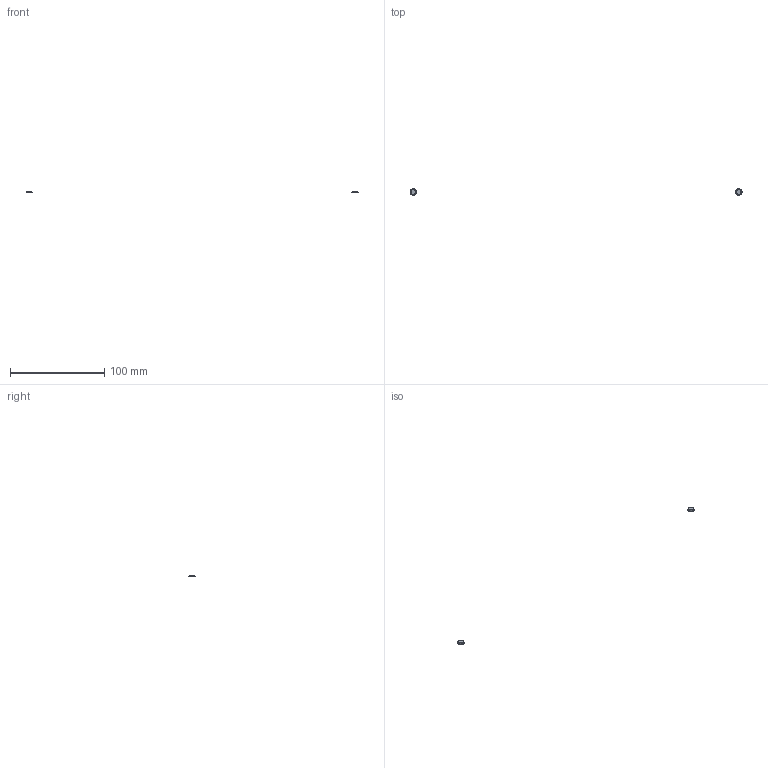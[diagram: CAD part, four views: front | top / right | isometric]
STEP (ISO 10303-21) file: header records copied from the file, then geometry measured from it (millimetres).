
FILE_DESCRIPTION(/* description */ (''),/* implementation_level */ '2;1');
FILE_NAME(/* name */ 'PLUGS.step',/* time_stamp */ '2022-10-18T15:17:29-04:00',/* author */ (''),/* organization */ (''),/* preprocessor_version */ 'ST-DEVELOPER v19',/* originating_system */ 'Autodesk Translation Framework v11.7.0.108',/* authorisation */ '');
FILE_SCHEMA (('AUTOMOTIVE_DESIGN { 1 0 10303 214 3 1 1 }'));
Length unit declared in the file: millimetre
Products named in the file (1): PLUGS
Bounding box: 353.16 x 7 x 2 mm (x, y, z)
Volume: 88 mm3; surface area: 219.9 mm2
Topology: 2 solids, 2 shells, 10 faces, 12 edges, 8 vertices
Faces by surface type: plane 6, cylinder 4
Full cylindrical faces by diameter (mm): 5 x2, 7 x2
Entity records: 243 total; most frequent: DIRECTION 42, CARTESIAN_POINT 31, ORIENTED_EDGE 24, AXIS2_PLACEMENT_3D 19, EDGE_LOOP 12, EDGE_CURVE 12, FACE_OUTER_BOUND 10, ADVANCED_FACE 10
